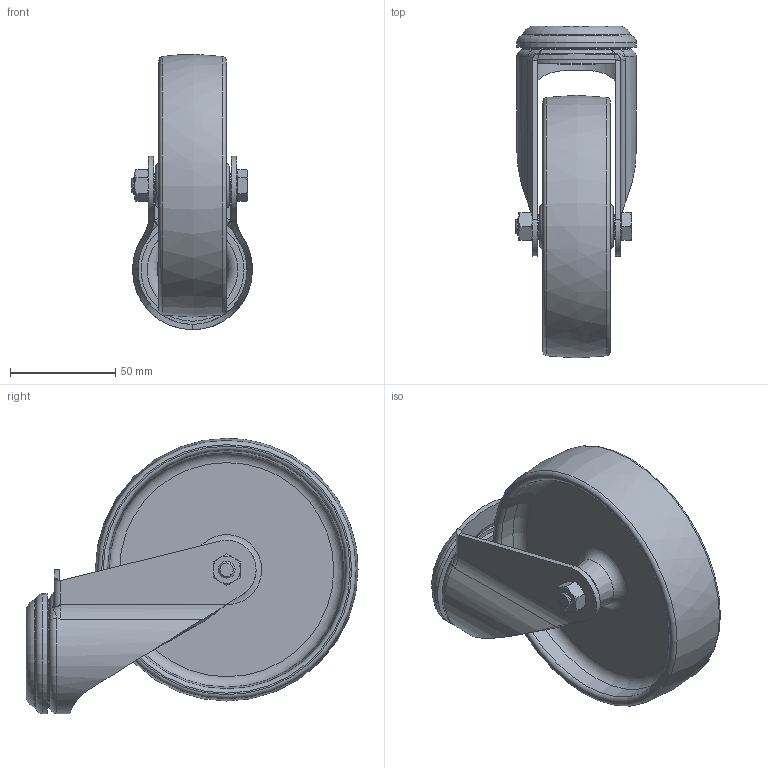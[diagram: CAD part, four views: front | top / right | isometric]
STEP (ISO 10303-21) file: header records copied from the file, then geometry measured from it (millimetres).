
FILE_DESCRIPTION(/* description */ ('Lenkrolle D125 PA verstärkt'),/* implementation_level */ '2;1');
FILE_NAME(/* name */ 'Syskomp 412515366 Lenkrolle D125 PA verstärkt.stp',/* time_stamp */ '2014-04-22T10:35:31+02:00',/* author */ ('mstrom'),/* organization */ (''),/* preprocessor_version */ 'ST-DEVELOPER v15.2',/* originating_system */ 'Autodesk Inventor 2014',/* authorisation */ '');
FILE_SCHEMA (('AUTOMOTIVE_DESIGN { 1 0 10303 214 3 1 1 }'));
Length unit declared in the file: millimetre
Products named in the file (1): 412515366 Lenkrolle D125 PA verstärkt
Bounding box: 57.5 x 158 x 130.99 mm (x, y, z)
Volume: 198811.4 mm3; surface area: 75515.5 mm2
Topology: 3 solids, 3 shells, 179 faces, 420 edges, 263 vertices
Faces by surface type: plane 56, cone 44, bspline 30, torus 28, cylinder 21
Full cylindrical faces by diameter (mm): 8 x3, 12 x1, 12.2 x1, 13 x2, 20.45 x1, 49 x1, 57 x1
Entity records: 17132 total; most frequent: CARTESIAN_POINT 13413, ORIENTED_EDGE 722, DIRECTION 655, EDGE_CURVE 361, AXIS2_PLACEMENT_3D 287, VERTEX_POINT 249, EDGE_LOOP 244, STYLED_ITEM 182
